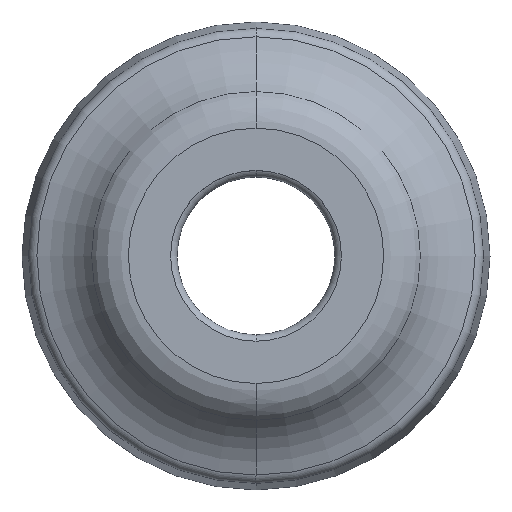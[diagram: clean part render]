
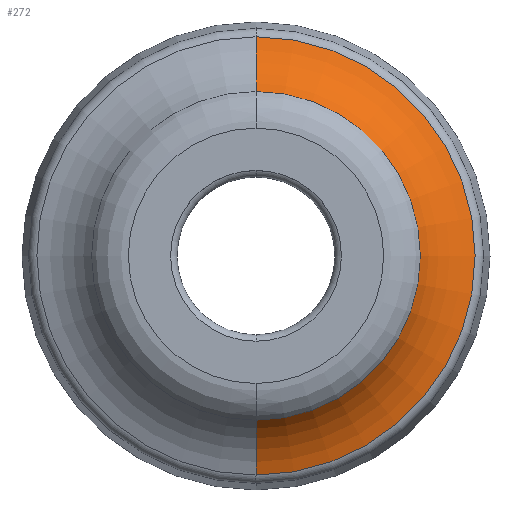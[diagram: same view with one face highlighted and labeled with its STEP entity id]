
A CAD part, top view. The second image highlights one B-rep face of the part: STEP entity #272.
In plain terms, the highlighted toroidal (fillet/blend) face has major radius 31.421 mm and minor radius 12.192 mm.
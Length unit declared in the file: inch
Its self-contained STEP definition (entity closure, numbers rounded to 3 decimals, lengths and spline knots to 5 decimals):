
#27=CARTESIAN_POINT('',(0.,0.,0.37808));
#28=DIRECTION('',(0.,0.,1.));
#29=DIRECTION('',(0.,-1.,0.));
#30=AXIS2_PLACEMENT_3D('',#27,#28,#29);
#32=CARTESIAN_POINT('',(0.,0.,0.17289));
#33=DIRECTION('',(0.,0.,1.));
#34=DIRECTION('',(0.,-1.,0.));
#35=AXIS2_PLACEMENT_3D('',#32,#33,#34);
#72=CARTESIAN_POINT('',(0.,-1.23705,0.6357));
#73=DIRECTION('',(1.,0.,0.));
#74=DIRECTION('',(0.,0.265,-0.964));
#75=AXIS2_PLACEMENT_3D('',#72,#73,#74);
#82=CARTESIAN_POINT('',(0.,1.23705,0.6357));
#83=DIRECTION('',(-1.,0.,0.));
#84=DIRECTION('',(0.,-0.265,-0.964));
#85=AXIS2_PLACEMENT_3D('',#82,#83,#84);
#170=CARTESIAN_POINT('',(0.,1.10972,0.17289));
#171=CARTESIAN_POINT('',(0.,-1.10972,0.17289));
#172=VERTEX_POINT('',#170);
#173=VERTEX_POINT('',#171);
#182=CARTESIAN_POINT('',(0.,0.83204,0.37808));
#183=CARTESIAN_POINT('',(0.,-0.83204,0.37808));
#184=VERTEX_POINT('',#182);
#185=VERTEX_POINT('',#183);
#258=CARTESIAN_POINT('',(0.,0.,0.6357));
#259=DIRECTION('',(0.,0.,-1.));
#260=DIRECTION('',(0.,-1.,0.));
#261=AXIS2_PLACEMENT_3D('',#258,#259,#260);
#262=TOROIDAL_SURFACE('',#261,1.23705,0.48);
#264=ORIENTED_EDGE('',*,*,#263,.T.);
#266=ORIENTED_EDGE('',*,*,#265,.F.);
#267=ORIENTED_EDGE('',*,*,#248,.F.);
#269=ORIENTED_EDGE('',*,*,#268,.T.);
#270=EDGE_LOOP('',(#264,#266,#267,#269));
#271=FACE_OUTER_BOUND('',#270,.F.);
#272=ADVANCED_FACE('',(#271),#262,.F.);
#31=CIRCLE('',#30,0.83204);
#36=CIRCLE('',#35,1.10972);
#76=CIRCLE('',#75,0.48);
#86=CIRCLE('',#85,0.48);
#248=EDGE_CURVE('',#173,#172,#36,.T.);
#263=EDGE_CURVE('',#185,#184,#31,.T.);
#265=EDGE_CURVE('',#172,#184,#86,.T.);
#268=EDGE_CURVE('',#173,#185,#76,.T.);
